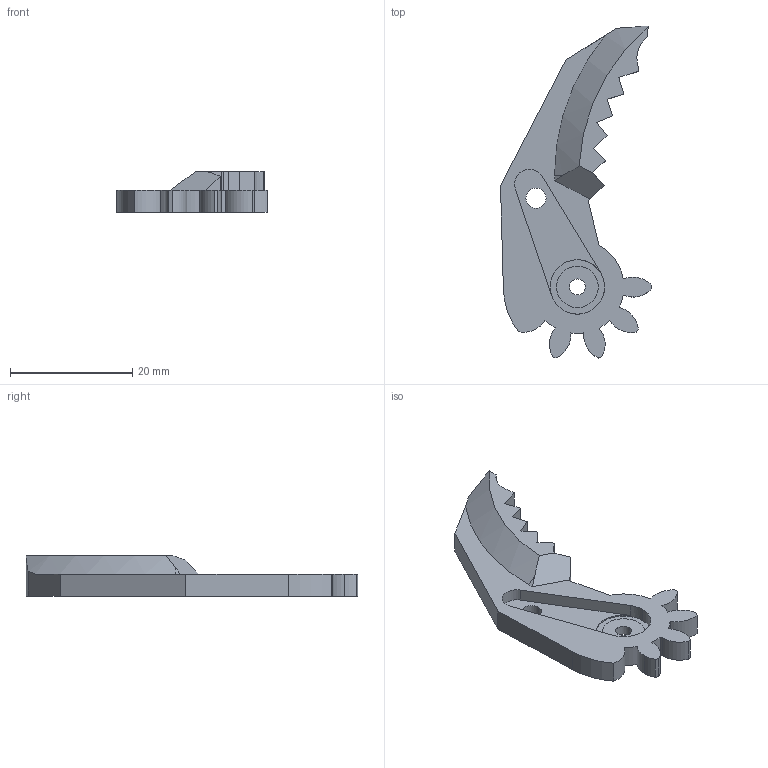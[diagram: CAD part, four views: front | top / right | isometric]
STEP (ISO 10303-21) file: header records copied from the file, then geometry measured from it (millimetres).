
FILE_DESCRIPTION (( 'STEP AP214' ), '1' );
FILE_NAME ('Mini Gripper Left Arm (3D).STEP', '2022-02-11T13:18:51', ( '' ), ( '' ), 'SwSTEP 2.0', 'SolidWorks 2016', '' );
FILE_SCHEMA (( 'AUTOMOTIVE_DESIGN' ));
Length unit declared in the file: millimetre
Products named in the file (2): Mini Gripper Left Arm (3D)
Bounding box: 24.66 x 54.21 x 6.6 mm (x, y, z)
Volume: 2715.7 mm3; surface area: 2405 mm2
Topology: 1 solids, 1 shells, 60 faces, 168 edges, 112 vertices
Faces by surface type: cylinder 31, plane 27, cone 2
Entity records: 2021 total; most frequent: CARTESIAN_POINT 357, DIRECTION 354, ORIENTED_EDGE 336, EDGE_CURVE 168, AXIS2_PLACEMENT_3D 129, VERTEX_POINT 112, VECTOR 96, LINE 96
